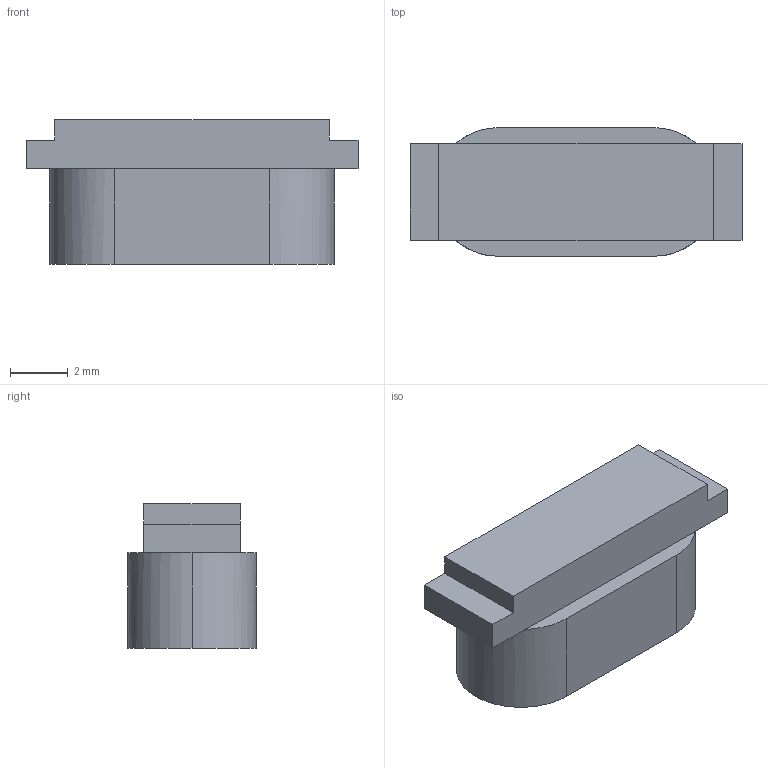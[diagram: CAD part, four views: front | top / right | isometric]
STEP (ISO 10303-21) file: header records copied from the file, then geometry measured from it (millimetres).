
FILE_DESCRIPTION (( 'STEP AP214' ), '1' );
FILE_NAME ('150630_micro_usb brut 2.STEP', '2015-06-30T14:16:11', ( '' ), ( '' ), 'SwSTEP 2.0', 'SolidWorks 2014', '' );
FILE_SCHEMA (( 'AUTOMOTIVE_DESIGN' ));
Length unit declared in the file: millimetre
Products named in the file (1): 150630_micro_usb brut 2
Bounding box: 11.5 x 4.45 x 5 mm (x, y, z)
Volume: 191.4 mm3; surface area: 222.8 mm2
Topology: 1 solids, 1 shells, 19 faces, 47 edges, 30 vertices
Faces by surface type: plane 16, cylinder 3
Entity records: 593 total; most frequent: CARTESIAN_POINT 97, DIRECTION 97, ORIENTED_EDGE 94, EDGE_CURVE 47, LINE 37, VECTOR 37, AXIS2_PLACEMENT_3D 30, VERTEX_POINT 30
